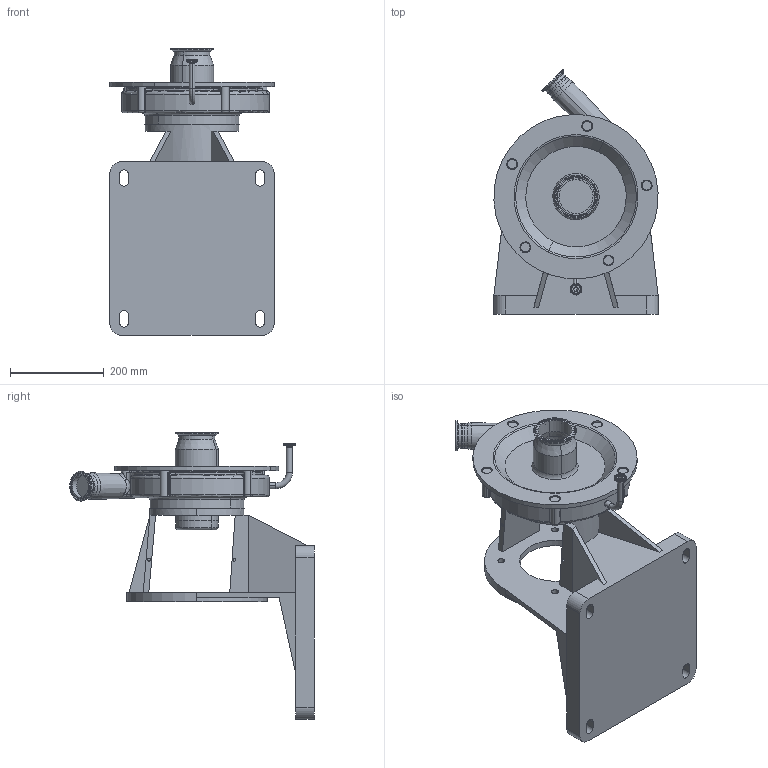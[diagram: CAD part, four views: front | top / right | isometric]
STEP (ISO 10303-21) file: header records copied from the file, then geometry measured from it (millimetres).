
FILE_DESCRIPTION (( 'STEP AP214' ), '1' );
FILE_NAME ('FP 345 280TSC 45L 1-2 In ELBOW FRONT.STEP', '2014-10-07T18:41:01', ( 'Aron' ), ( 'Hewlett-Packard Company' ), 'SwSTEP 2.0', 'SolidWorks 2014', '' );
FILE_SCHEMA (( 'AUTOMOTIVE_DESIGN' ));
Length unit declared in the file: millimetre
Products named in the file (2): FP 345 280TSC 45L 1-2 ELBOW FRONT^1275000208; FP 345 280TSC 45L 1-2 In ELBOW FRONT
Assembly tree (1 placements, depth 2):
  FP 345 280TSC 45L 1-2 In ELBOW FRONT
    FP 345 280TSC 45L 1-2 ELBOW FRONT^1275000208
Bounding box: 350 x 520.82 x 610.5 mm (x, y, z)
Volume: 15120552.7 mm3; surface area: 1067182.2 mm2
Topology: 2 solids, 3 shells, 395 faces, 956 edges, 576 vertices
Faces by surface type: cylinder 140, torus 98, plane 95, bspline 32, cone 26, sphere 4
Entity records: 14435 total; most frequent: CARTESIAN_POINT 5035, DIRECTION 2112, ORIENTED_EDGE 1894, EDGE_CURVE 947, AXIS2_PLACEMENT_3D 906, VERTEX_POINT 576, CIRCLE 539, EDGE_LOOP 445
